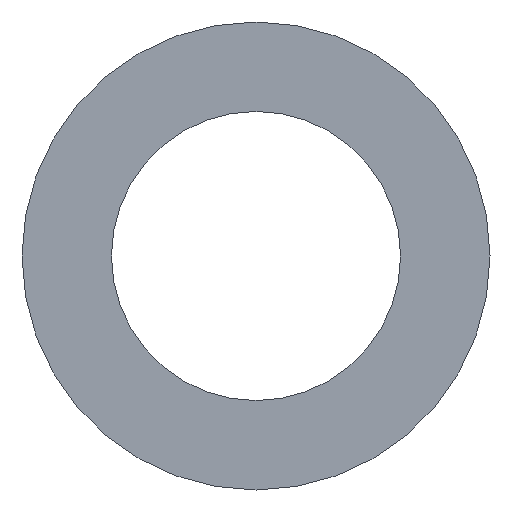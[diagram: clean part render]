
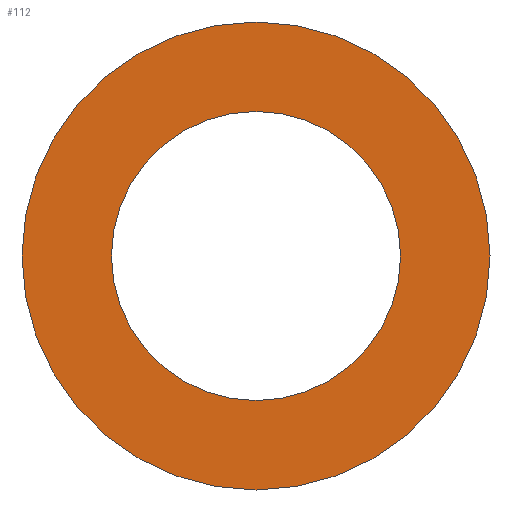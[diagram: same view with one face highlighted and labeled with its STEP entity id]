
A CAD part, left-side view. The second image highlights one B-rep face of the part: STEP entity #112.
In plain terms, the highlighted planar face has unit normal (-1, 0, 0).
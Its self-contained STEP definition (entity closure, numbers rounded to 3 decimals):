
#2 = DIRECTION ( 'NONE',  ( 1., 0., 0. ) ) ;
#19 = DIRECTION ( 'NONE',  ( 0., 0., -1. ) ) ;
#28 = VERTEX_POINT ( 'NONE', #171 ) ;
#33 = CIRCLE ( 'NONE', #71, 5.25 ) ;
#34 = CARTESIAN_POINT ( 'NONE',  ( -0.7, 8.5, 0. ) ) ;
#45 = CIRCLE ( 'NONE', #103, 8.5 ) ;
#49 = PLANE ( 'NONE',  #157 ) ;
#53 = CARTESIAN_POINT ( 'NONE',  ( -0.7, 0., -8.5 ) ) ;
#65 = EDGE_CURVE ( 'NONE', #140, #124, #108, .T. ) ;
#68 = EDGE_CURVE ( 'NONE', #124, #140, #33, .T. ) ;
#70 = FACE_BOUND ( 'NONE', #148, .T. ) ;
#71 = AXIS2_PLACEMENT_3D ( 'NONE', #213, #143, #113 ) ;
#75 = ORIENTED_EDGE ( 'NONE', *, *, #65, .T. ) ;
#93 = AXIS2_PLACEMENT_3D ( 'NONE', #102, #101, #136 ) ;
#97 = DIRECTION ( 'NONE',  ( 0., 0., 1. ) ) ;
#99 = ORIENTED_EDGE ( 'NONE', *, *, #158, .F. ) ;
#101 = DIRECTION ( 'NONE',  ( 1., 0., 0. ) ) ;
#102 = CARTESIAN_POINT ( 'NONE',  ( -0.7, 0., 0. ) ) ;
#103 = AXIS2_PLACEMENT_3D ( 'NONE', #151, #2, #19 ) ;
#104 = FACE_OUTER_BOUND ( 'NONE', #175, .T. ) ;
#108 = CIRCLE ( 'NONE', #212, 5.25 ) ;
#111 = CARTESIAN_POINT ( 'NONE',  ( -0.7, 0., -5.25 ) ) ;
#112 = ADVANCED_FACE ( 'NONE', ( #70, #104 ), #49, .T. ) ;
#113 = DIRECTION ( 'NONE',  ( 0., 0., -1. ) ) ;
#115 = DIRECTION ( 'NONE',  ( 0., 0., -1. ) ) ;
#124 = VERTEX_POINT ( 'NONE', #111 ) ;
#125 = DIRECTION ( 'NONE',  ( 1., 0., 0. ) ) ;
#136 = DIRECTION ( 'NONE',  ( 0., 0., -1. ) ) ;
#139 = EDGE_CURVE ( 'NONE', #28, #176, #208, .T. ) ;
#140 = VERTEX_POINT ( 'NONE', #145 ) ;
#143 = DIRECTION ( 'NONE',  ( 1., 0., 0. ) ) ;
#145 = CARTESIAN_POINT ( 'NONE',  ( -0.7, 0., 5.25 ) ) ;
#146 = CARTESIAN_POINT ( 'NONE',  ( -0.7, 0., 0. ) ) ;
#148 = EDGE_LOOP ( 'NONE', ( #161, #75 ) ) ;
#151 = CARTESIAN_POINT ( 'NONE',  ( -0.7, 0., 0. ) ) ;
#157 = AXIS2_PLACEMENT_3D ( 'NONE', #34, #196, #97 ) ;
#158 = EDGE_CURVE ( 'NONE', #176, #28, #45, .T. ) ;
#161 = ORIENTED_EDGE ( 'NONE', *, *, #68, .T. ) ;
#171 = CARTESIAN_POINT ( 'NONE',  ( -0.7, 0., 8.5 ) ) ;
#175 = EDGE_LOOP ( 'NONE', ( #99, #210 ) ) ;
#176 = VERTEX_POINT ( 'NONE', #53 ) ;
#196 = DIRECTION ( 'NONE',  ( -1., 0., 0. ) ) ;
#208 = CIRCLE ( 'NONE', #93, 8.5 ) ;
#210 = ORIENTED_EDGE ( 'NONE', *, *, #139, .F. ) ;
#212 = AXIS2_PLACEMENT_3D ( 'NONE', #146, #125, #115 ) ;
#213 = CARTESIAN_POINT ( 'NONE',  ( -0.7, 0., 0. ) ) ;
